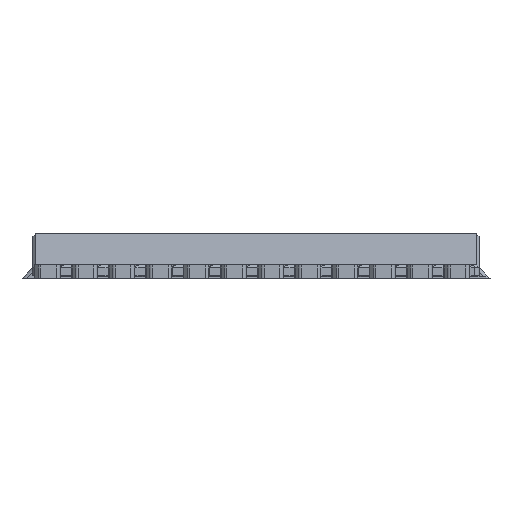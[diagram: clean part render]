
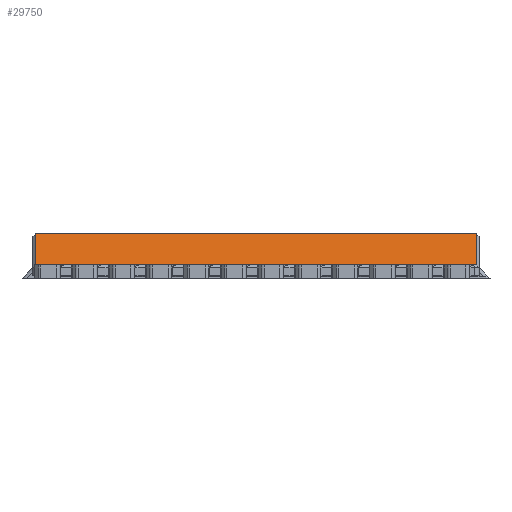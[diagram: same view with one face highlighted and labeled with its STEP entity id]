
A CAD part, front view. The second image highlights one B-rep face of the part: STEP entity #29750.
In plain terms, the highlighted planar face has unit normal (0, -0.5, 0.866).
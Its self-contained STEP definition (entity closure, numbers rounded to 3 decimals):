
#18127 = VERTEX_POINT('',#18128);
#18128 = CARTESIAN_POINT('',(49.4,-22.124,3.));
#26685 = EDGE_CURVE('',#26686,#18127,#26688,.T.);
#26686 = VERTEX_POINT('',#26687);
#26687 = CARTESIAN_POINT('',(-49.4,-22.124,3.));
#26688 = LINE('',#26689,#26690);
#26689 = CARTESIAN_POINT('',(-25.,-22.124,3.));
#26690 = VECTOR('',#26691,1.);
#26691 = DIRECTION('',(1.,0.,0.));
#28544 = EDGE_CURVE('',#18127,#28545,#28547,.T.);
#28545 = VERTEX_POINT('',#28546);
#28546 = CARTESIAN_POINT('',(49.4,-10.,10.));
#28547 = LINE('',#28548,#28549);
#28548 = CARTESIAN_POINT('',(49.4,-22.124,3.));
#28549 = VECTOR('',#28550,1.);
#28550 = DIRECTION('',(0.,0.866,0.5));
#28888 = EDGE_CURVE('',#28889,#28545,#28891,.T.);
#28889 = VERTEX_POINT('',#28890);
#28890 = CARTESIAN_POINT('',(-49.4,-10.,10.));
#28891 = LINE('',#28892,#28893);
#28892 = CARTESIAN_POINT('',(-50.,-10.,10.));
#28893 = VECTOR('',#28894,1.);
#28894 = DIRECTION('',(1.,0.,0.));
#29750 = ADVANCED_FACE('',(#29751),#29762,.T.);
#29751 = FACE_BOUND('',#29752,.T.);
#29752 = EDGE_LOOP('',(#29753,#29754,#29760,#29761));
#29753 = ORIENTED_EDGE('',*,*,#28888,.F.);
#29754 = ORIENTED_EDGE('',*,*,#29755,.F.);
#29755 = EDGE_CURVE('',#26686,#28889,#29756,.T.);
#29756 = LINE('',#29757,#29758);
#29757 = CARTESIAN_POINT('',(-49.4,-22.124,3.));
#29758 = VECTOR('',#29759,1.);
#29759 = DIRECTION('',(0.,0.866,0.5));
#29760 = ORIENTED_EDGE('',*,*,#26685,.T.);
#29761 = ORIENTED_EDGE('',*,*,#28544,.T.);
#29762 = PLANE('',#29763);
#29763 = AXIS2_PLACEMENT_3D('',#29764,#29765,#29766);
#29764 = CARTESIAN_POINT('',(-50.,-27.321,0.));
#29765 = DIRECTION('',(0.,-0.5,0.866));
#29766 = DIRECTION('',(0.,0.866,0.5));
